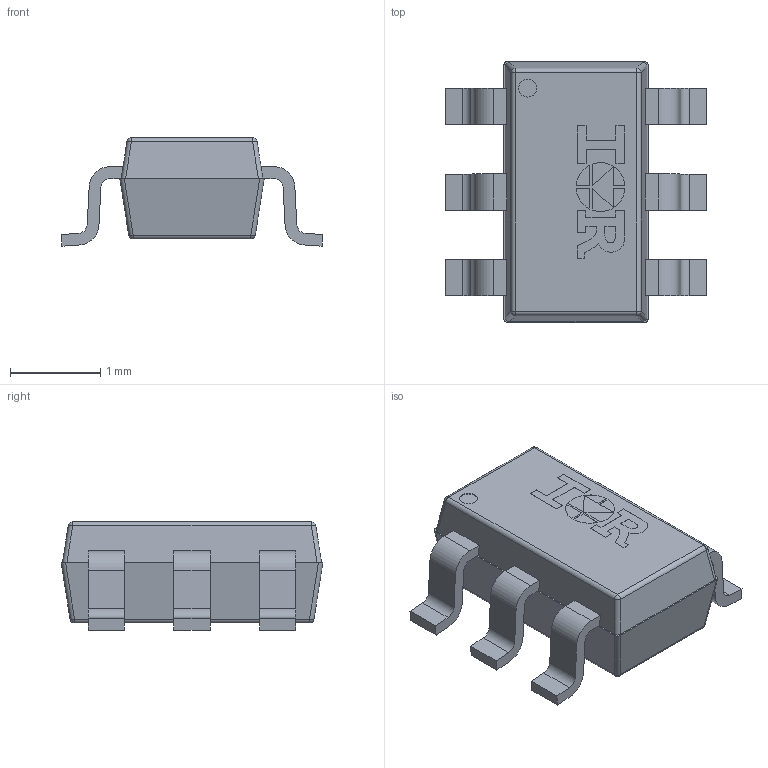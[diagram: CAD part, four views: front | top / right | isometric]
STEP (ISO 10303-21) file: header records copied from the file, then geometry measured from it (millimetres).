
FILE_DESCRIPTION(/* description */ (''),/* implementation_level */ '2;1');
FILE_NAME(/* name */ 'PG-TSOP-6-903_Z8B00198435_V01_3D.stp',/* time_stamp */ '2024-12-17T19:21:26+05:30',/* author */ ('sivamani'),/* organization */ (''),/* preprocessor_version */ 'ST-DEVELOPER v19.2',/* originating_system */ 'AutoCAD Mechanical',/* authorisation */ '');
FILE_SCHEMA (('AUTOMOTIVE_DESIGN { 1 0 10303 214 3 1 1 }'));
Length unit declared in the file: millimetre
Products named in the file (1): Product
Bounding box: 2.9 x 2.9 x 1.2 mm (x, y, z)
Volume: 5.1 mm3; surface area: 35.7 mm2
Topology: 15 solids, 15 shells, 198 faces, 477 edges, 310 vertices
Faces by surface type: plane 130, cylinder 60, sphere 8
Entity records: 5759 total; most frequent: DIRECTION 995, CARTESIAN_POINT 986, ORIENTED_EDGE 954, EDGE_CURVE 477, LINE 357, VECTOR 357, AXIS2_PLACEMENT_3D 319, VERTEX_POINT 310
